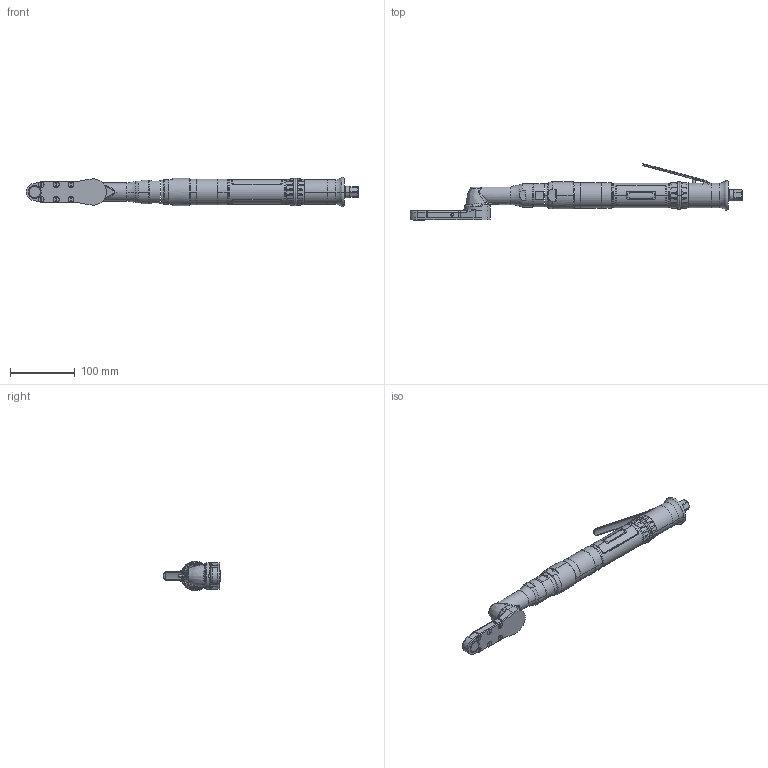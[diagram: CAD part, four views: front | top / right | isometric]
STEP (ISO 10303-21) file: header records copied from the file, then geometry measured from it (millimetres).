
FILE_DESCRIPTION((''),'2;1');
FILE_NAME('SHRINKWRAP_SW0001','2011-10-03T',('FSM0202'),(''),'PRO/ENGINEER BY PARAMETRIC TECHNOLOGY CORPORATION, 2009460','PRO/ENGINEER BY PARAMETRIC TECHNOLOGY CORPORATION, 2009460','');
FILE_SCHEMA(('CONFIG_CONTROL_DESIGN'));
Products named in the file (1): SHRINKWRAP_SW0001
Bounding box: 512.77 x 87.66 x 45.42 mm (x, y, z)
Surface area: 84921.4 mm2 (no closed solid volume)
Topology: 0 solids, 85 shells, 389 faces, 1487 edges, 1126 vertices
Faces by surface type: plane 150, cylinder 116, bspline 66, torus 36, cone 21
Entity records: 41317 total; most frequent: CARTESIAN_POINT 30132, ORIENTED_EDGE 2144, DIRECTION 2062, EDGE_CURVE 1487, VERTEX_POINT 1126, AXIS2_PLACEMENT_3D 799, B_SPLINE_CURVE_WITH_KNOTS 547, CIRCLE 476
